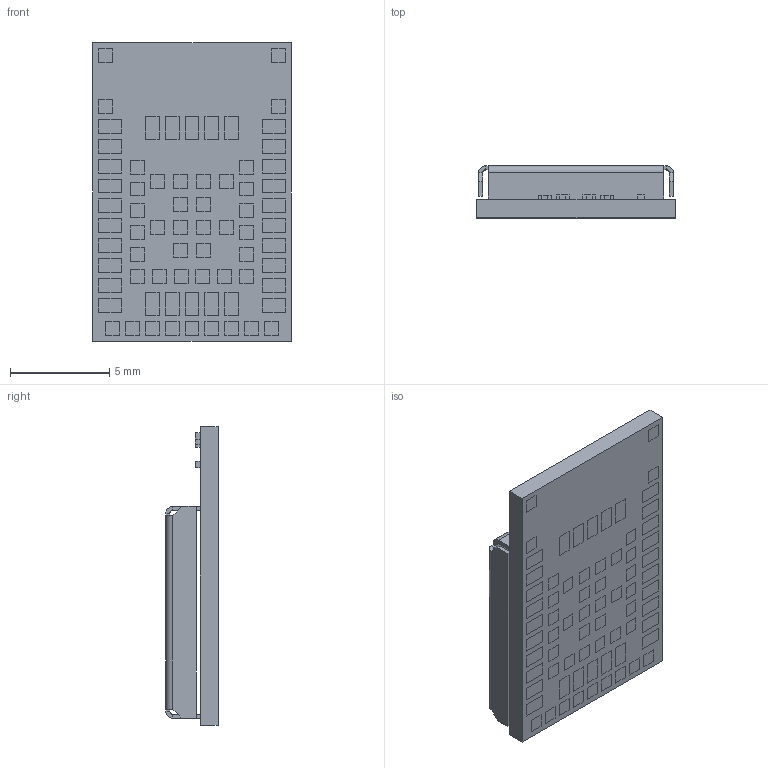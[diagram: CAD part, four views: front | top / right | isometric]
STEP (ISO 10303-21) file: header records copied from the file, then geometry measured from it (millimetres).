
FILE_DESCRIPTION (( 'STEP AP214' ), '1' );
FILE_NAME ('NINA-B306-00B-00.STEP', '2020-04-30T21:30:28', ( '' ), ( '' ), 'SwSTEP 2.0', 'SolidWorks 2017', '' );
FILE_SCHEMA (( 'AUTOMOTIVE_DESIGN' ));
Length unit declared in the file: millimetre
Products named in the file (1): NINA-B306-00B-00
Bounding box: 10 x 2.63 x 15 mm (x, y, z)
Volume: 166 mm3; surface area: 780.9 mm2
Topology: 88 solids, 88 shells, 929 faces, 2014 edges, 1332 vertices
Faces by surface type: plane 919, cylinder 10
Entity records: 25533 total; most frequent: CARTESIAN_POINT 4276, ORIENTED_EDGE 4028, DIRECTION 3894, EDGE_CURVE 2014, VECTOR 1994, LINE 1994, VERTEX_POINT 1332, EDGE_LOOP 1002
